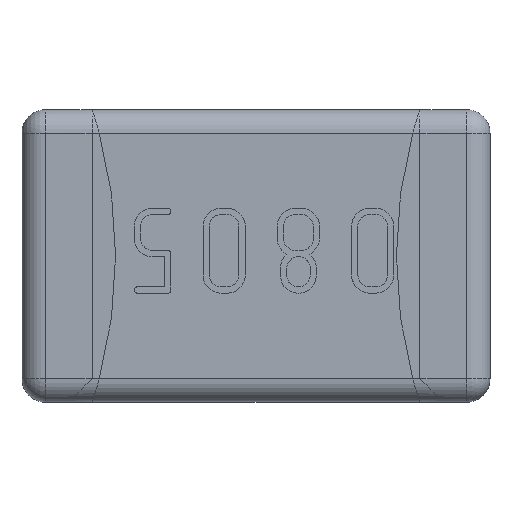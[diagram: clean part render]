
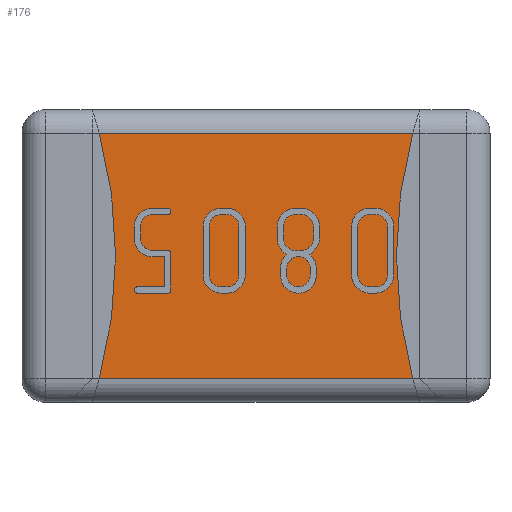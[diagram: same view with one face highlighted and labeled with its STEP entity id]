
A CAD part, top view. The second image highlights one B-rep face of the part: STEP entity #176.
In plain terms, the highlighted planar face has unit normal (0, 0, 1).
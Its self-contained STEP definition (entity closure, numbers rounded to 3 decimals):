
#176=ADVANCED_FACE('',(#1754),#1756,.T.);
#1754=FACE_BOUND('',#1755,.T.);
#1755=EDGE_LOOP('',(#2859,#2860,#2861,#2862));
#1756=PLANE('',#1757);
#1757=AXIS2_PLACEMENT_3D('',#1758,#1759,#1760);
#1758=CARTESIAN_POINT('',(-0.8,0.624,0.599));
#1759=DIRECTION('',(0.,0.,1.));
#1760=DIRECTION('',(0.,-1.,0.));
#2859=ORIENTED_EDGE('',*,*,#3985,.F.);
#2860=ORIENTED_EDGE('',*,*,#3986,.T.);
#2861=ORIENTED_EDGE('',*,*,#3987,.T.);
#2862=ORIENTED_EDGE('',*,*,#3988,.F.);
#3985=EDGE_CURVE('',#4513,#4514,#4515,.T.);
#3986=EDGE_CURVE('',#4513,#4516,#4517,.T.);
#3987=EDGE_CURVE('',#4516,#4518,#4519,.T.);
#3988=EDGE_CURVE('',#4514,#4518,#4520,.T.);
#4513=VERTEX_POINT('',#5547);
#4514=VERTEX_POINT('',#5548);
#4515=LINE('',#5549,#5550);
#4516=VERTEX_POINT('',#5552);
#4517=LINE('',#5553,#5554);
#4518=VERTEX_POINT('',#5556);
#4519=LINE('',#5557,#5558);
#4520=LINE('',#5560,#5561);
#5547=CARTESIAN_POINT('',(-0.7,0.524,0.599));
#5548=CARTESIAN_POINT('',(0.7,0.524,0.599));
#5549=CARTESIAN_POINT('',(-0.7,0.524,0.599));
#5550=VECTOR('',#5551,1.);
#5551=DIRECTION('',(1.,0.,0.));
#5552=CARTESIAN_POINT('',(-0.7,-0.524,0.599));
#5553=CARTESIAN_POINT('',(-0.7,0.524,0.599));
#5554=VECTOR('',#5555,1.);
#5555=DIRECTION('',(0.,-1.,0.));
#5556=CARTESIAN_POINT('',(0.7,-0.524,0.599));
#5557=CARTESIAN_POINT('',(-0.7,-0.524,0.599));
#5558=VECTOR('',#5559,1.);
#5559=DIRECTION('',(1.,0.,0.));
#5560=CARTESIAN_POINT('',(0.7,0.524,0.599));
#5561=VECTOR('',#5562,1.);
#5562=DIRECTION('',(0.,-1.,0.));
